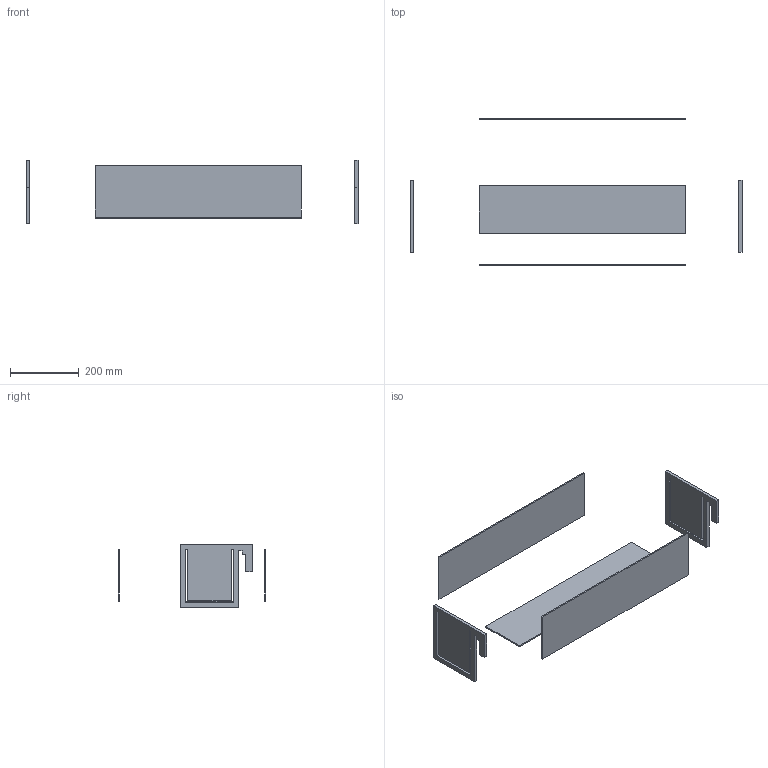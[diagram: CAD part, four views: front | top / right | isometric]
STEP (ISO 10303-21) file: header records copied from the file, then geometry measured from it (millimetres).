
FILE_DESCRIPTION(/* description */ (''),/* implementation_level */ '2;1');
FILE_NAME(/* name */ 'Kasten 1',/* time_stamp */ '2023-03-29T21:19:57+02:00',/* author */ (''),/* organization */ (''),/* preprocessor_version */ 'ST-DEVELOPER v16.5',/* originating_system */ 'Rhino 7.28',/* authorisation */ '');
FILE_SCHEMA (('CONFIG_CONTROL_DESIGN'));
Length unit declared in the file: millimetre
Products named in the file (1): Document
Bounding box: 966.16 x 430.16 x 186 mm (x, y, z)
Volume: 1672800 mm3; surface area: 703904 mm2
Topology: 5 solids, 5 shells, 58 faces, 144 edges, 96 vertices
Faces by surface type: plane 58
Entity records: 1572 total; most frequent: CARTESIAN_POINT 444, ORIENTED_EDGE 288, EDGE_CURVE 144, B_SPLINE_CURVE_WITH_KNOTS 144, VERTEX_POINT 96, EDGE_LOOP 62, DIRECTION 62, AXIS2_PLACEMENT_3D 60
